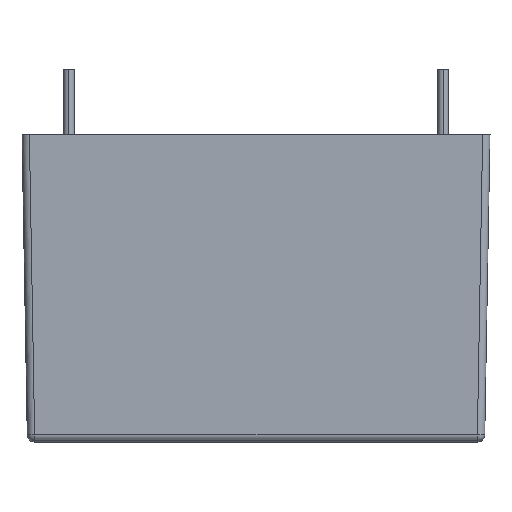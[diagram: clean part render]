
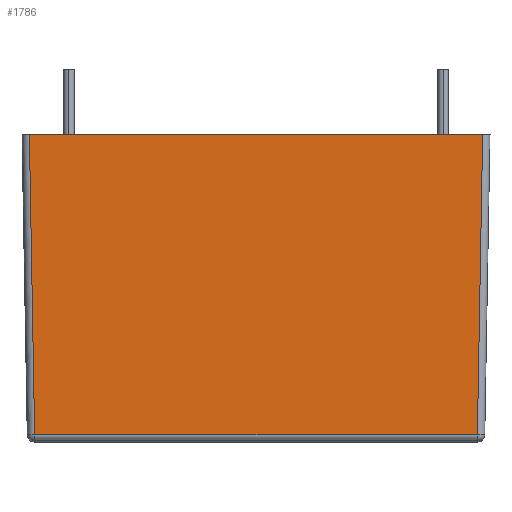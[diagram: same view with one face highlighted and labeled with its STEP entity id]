
A CAD part, front view. The second image highlights one B-rep face of the part: STEP entity #1786.
In plain terms, the highlighted planar face has unit normal (0, -1, -0.018).
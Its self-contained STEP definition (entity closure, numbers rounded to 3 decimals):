
#35 = LINE ( 'NONE', #1433, #8159 ) ;
#128 = FACE_OUTER_BOUND ( 'NONE', #7705, .T. ) ;
#129 = EDGE_CURVE ( 'NONE', #5300, #6968, #5760, .T. ) ;
#348 = CARTESIAN_POINT ( 'NONE',  ( 12.015, -12.415, -17.057 ) ) ;
#899 = EDGE_CURVE ( 'NONE', #6968, #5170, #1185, .T. ) ;
#1050 = VECTOR ( 'NONE', #5122, 1000. ) ;
#1159 = PLANE ( 'NONE',  #4222 ) ;
#1185 = LINE ( 'NONE', #2500, #2771 ) ;
#1433 = CARTESIAN_POINT ( 'NONE',  ( 12.3, -12.7, -0.75 ) ) ;
#1750 = DIRECTION ( 'NONE',  ( -1., 0., 0. ) ) ;
#1786 = ADVANCED_FACE ( 'NONE', ( #128 ), #1159, .T. ) ;
#2154 = EDGE_CURVE ( 'NONE', #6475, #5300, #35, .T. ) ;
#2500 = CARTESIAN_POINT ( 'NONE',  ( -12.015, -12.415, -17.057 ) ) ;
#2771 = VECTOR ( 'NONE', #5103, 1000. ) ;
#3003 = CARTESIAN_POINT ( 'NONE',  ( -12.3, -12.7, -0.75 ) ) ;
#3072 = CARTESIAN_POINT ( 'NONE',  ( -14.279, -12.7, -0.748 ) ) ;
#3179 = EDGE_CURVE ( 'NONE', #5170, #6475, #5657, .T. ) ;
#3580 = DIRECTION ( 'NONE',  ( 0., -1., -0.017 ) ) ;
#3888 = CARTESIAN_POINT ( 'NONE',  ( 12.015, -12.415, -17.057 ) ) ;
#3938 = ORIENTED_EDGE ( 'NONE', *, *, #3179, .F. ) ;
#4222 = AXIS2_PLACEMENT_3D ( 'NONE', #3072, #3580, #1750 ) ;
#4612 = CARTESIAN_POINT ( 'NONE',  ( 12.3, -12.7, -0.75 ) ) ;
#5083 = CARTESIAN_POINT ( 'NONE',  ( -12.3, -12.7, -0.75 ) ) ;
#5103 = DIRECTION ( 'NONE',  ( -0.017, -0.017, 1. ) ) ;
#5122 = DIRECTION ( 'NONE',  ( -1., 0., 0. ) ) ;
#5170 = VERTEX_POINT ( 'NONE', #5083 ) ;
#5300 = VERTEX_POINT ( 'NONE', #348 ) ;
#5611 = DIRECTION ( 'NONE',  ( 1., 0., 0. ) ) ;
#5619 = CARTESIAN_POINT ( 'NONE',  ( -12.015, -12.415, -17.057 ) ) ;
#5657 = LINE ( 'NONE', #3003, #5990 ) ;
#5760 = LINE ( 'NONE', #3888, #1050 ) ;
#5990 = VECTOR ( 'NONE', #5611, 1000. ) ;
#6475 = VERTEX_POINT ( 'NONE', #4612 ) ;
#6968 = VERTEX_POINT ( 'NONE', #5619 ) ;
#7225 = ORIENTED_EDGE ( 'NONE', *, *, #2154, .F. ) ;
#7227 = DIRECTION ( 'NONE',  ( -0.017, 0.017, -1. ) ) ;
#7282 = ORIENTED_EDGE ( 'NONE', *, *, #899, .F. ) ;
#7437 = ORIENTED_EDGE ( 'NONE', *, *, #129, .F. ) ;
#7705 = EDGE_LOOP ( 'NONE', ( #7225, #3938, #7282, #7437 ) ) ;
#8159 = VECTOR ( 'NONE', #7227, 1000. ) ;
